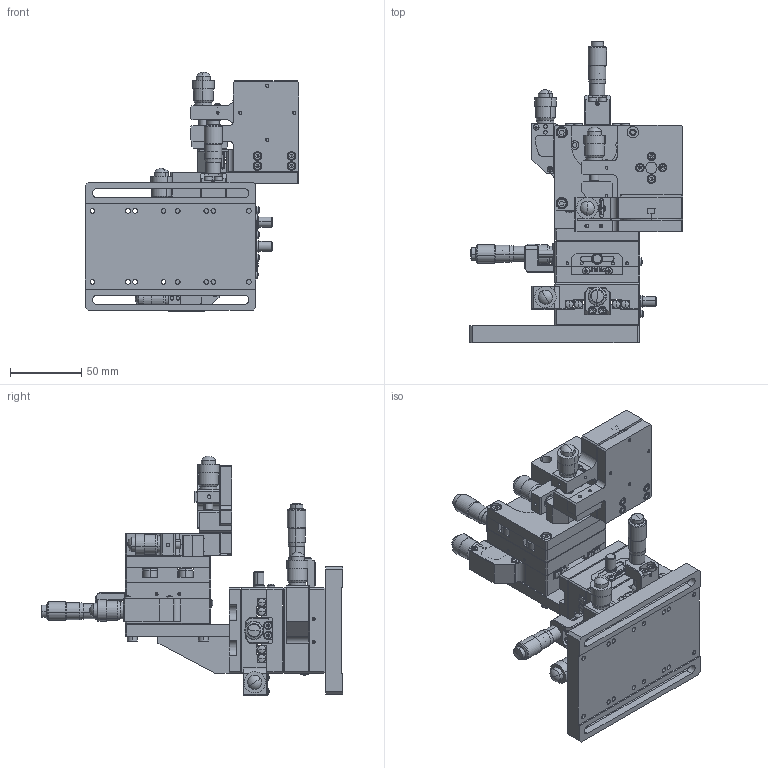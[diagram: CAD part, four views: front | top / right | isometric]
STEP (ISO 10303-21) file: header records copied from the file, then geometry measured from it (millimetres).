
FILE_DESCRIPTION (( 'STEP AP214' ), '1' );
FILE_NAME ('UFP5C-L.STEP', '2020-12-02T07:18:25', ( '' ), ( '' ), 'SwSTEP 2.0', 'SolidWorks 2017', '' );
FILE_SCHEMA (( 'AUTOMOTIVE_DESIGN' ));
Length unit declared in the file: millimetre
Products named in the file (1): UFP5C-L
Bounding box: 150 x 212.13 x 168.5 mm (x, y, z)
Surface area: 201892.7 mm2 (no closed solid volume)
Topology: 0 solids, 177 shells, 1613 faces, 6864 edges, 5231 vertices
Faces by surface type: plane 906, cylinder 402, cone 144, torus 66, bspline 55, sphere 40
Entity records: 93183 total; most frequent: CARTESIAN_POINT 18807, DIRECTION 12037, ORIENTED_EDGE 9939, EDGE_CURVE 6776, VERTEX_POINT 5231, LINE 4315, VECTOR 4315, AXIS2_PLACEMENT_3D 3861
